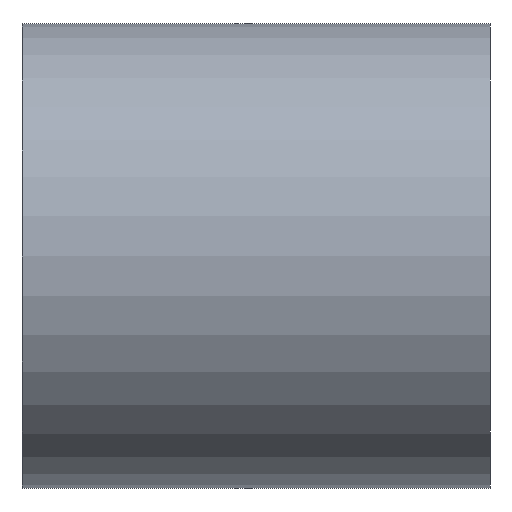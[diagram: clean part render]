
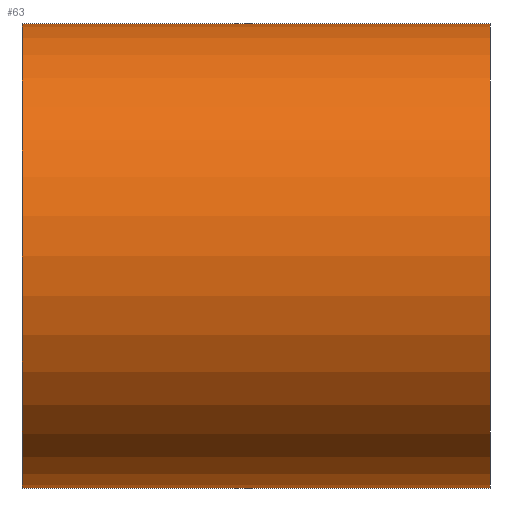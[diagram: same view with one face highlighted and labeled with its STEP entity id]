
A CAD part, front view. The second image highlights one B-rep face of the part: STEP entity #63.
In plain terms, the highlighted cylindrical face has radius 22.35 mm (diameter 44.7 mm), a full revolution.
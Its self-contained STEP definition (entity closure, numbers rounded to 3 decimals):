
#63 = ADVANCED_FACE( '', ( #140, #141 ), #142, .T. );
#140 = FACE_OUTER_BOUND( '', #231, .T. );
#141 = FACE_OUTER_BOUND( '', #232, .T. );
#142 = CYLINDRICAL_SURFACE( '', #233, 22.35 );
#231 = EDGE_LOOP( '', ( #346 ) );
#232 = EDGE_LOOP( '', ( #347 ) );
#233 = AXIS2_PLACEMENT_3D( '', #348, #349, #350 );
#346 = ORIENTED_EDGE( '', *, *, #581, .F. );
#347 = ORIENTED_EDGE( '', *, *, #582, .T. );
#348 = CARTESIAN_POINT( '', ( 45., 0., 0. ) );
#349 = DIRECTION( '', ( 1., 0., 0. ) );
#350 = DIRECTION( '', ( 0., 0., 1. ) );
#581 = EDGE_CURVE( '', #700, #700, #701, .T. );
#582 = EDGE_CURVE( '', #702, #702, #703, .T. );
#700 = VERTEX_POINT( '', #866 );
#701 = CIRCLE( '', #867, 22.35 );
#702 = VERTEX_POINT( '', #868 );
#703 = CIRCLE( '', #869, 22.35 );
#866 = CARTESIAN_POINT( '', ( 45., 0., -22.35 ) );
#867 = AXIS2_PLACEMENT_3D( '', #1037, #1038, #1039 );
#868 = CARTESIAN_POINT( '', ( 0., 0., -22.35 ) );
#869 = AXIS2_PLACEMENT_3D( '', #1040, #1041, #1042 );
#1037 = CARTESIAN_POINT( '', ( 45., 0., 0. ) );
#1038 = DIRECTION( '', ( 1., 0., 0. ) );
#1039 = DIRECTION( '', ( 0., 0., -1. ) );
#1040 = CARTESIAN_POINT( '', ( 0., 0., 0. ) );
#1041 = DIRECTION( '', ( 1., 0., 0. ) );
#1042 = DIRECTION( '', ( 0., 0., -1. ) );
